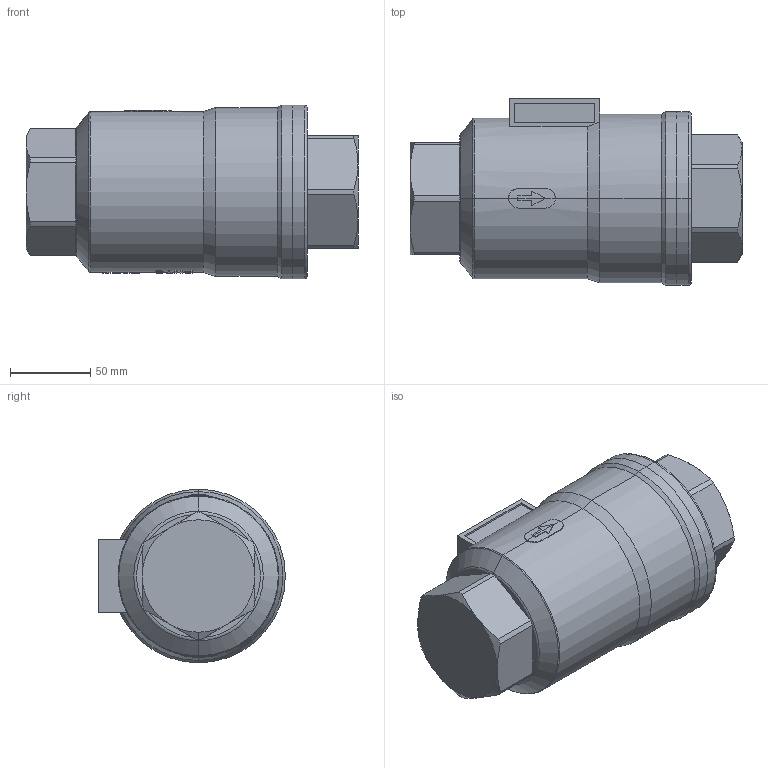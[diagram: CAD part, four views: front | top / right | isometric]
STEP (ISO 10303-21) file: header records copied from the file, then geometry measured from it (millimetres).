
FILE_DESCRIPTION (( 'STEP AP203' ), '1' );
FILE_NAME ('装配体50.STEP', '2022-08-02T03:50:55', ( '微软用户' ), ( '微软中国' ), 'SwSTEP 2.0', 'SolidWorks 2017', '' );
FILE_SCHEMA (( 'CONFIG_CONTROL_DESIGN' ));
Length unit declared in the file: millimetre
Products named in the file (3): ESF5011; 蚾饜极50; ESF5001
Assembly tree (2 placements, depth 2):
  蚾饜极50
    ESF5001
    ESF5011
Bounding box: 206.5 x 116.09 x 108 mm (x, y, z)
Volume: 1470290.3 mm3; surface area: 99805.9 mm2
Topology: 2 solids, 2 shells, 413 faces, 1099 edges, 713 vertices
Faces by surface type: cylinder 184, bspline 143, plane 60, cone 20, torus 6
Entity records: 40759 total; most frequent: CARTESIAN_POINT 32262, ORIENTED_EDGE 2198, EDGE_CURVE 1099, DIRECTION 1037, VERTEX_POINT 713, B_SPLINE_CURVE_WITH_KNOTS 449, EDGE_LOOP 436, FACE_OUTER_BOUND 413
